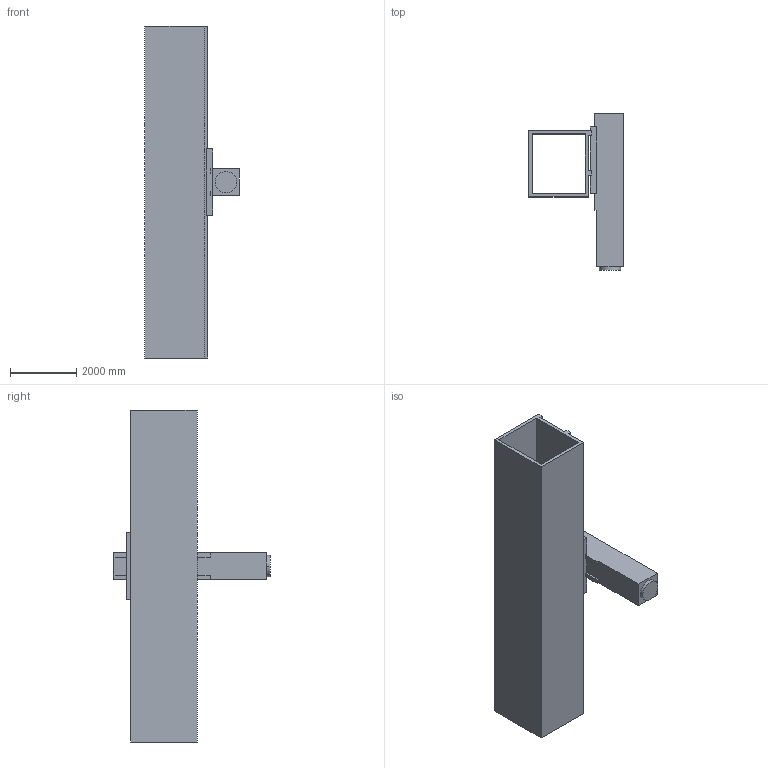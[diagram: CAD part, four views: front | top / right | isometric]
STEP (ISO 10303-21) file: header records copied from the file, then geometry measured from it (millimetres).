
FILE_DESCRIPTION(('FreeCAD Model'),'2;1');
FILE_NAME('Open CASCADE Shape Model','2024-05-26T18:46:21',('Author'),( ''),'Open CASCADE STEP processor 7.6','FreeCAD','Unknown');
FILE_SCHEMA(('CONFIG_CONTROL_DESIGN','SHAPE_APPEARANCE_LAYER_MIM'));
Length unit declared in the file: millimetre
Products named in the file (1): Fusion001
Bounding box: 2850 x 4700 x 10000 mm (x, y, z)
Volume: 9179601752.1 mm3; surface area: 182927660.5 mm2
Topology: 1 solids, 1 shells, 52 faces, 150 edges, 100 vertices
Faces by surface type: plane 50, cylinder 2
Entity records: 1738 total; most frequent: CARTESIAN_POINT 303, ORIENTED_EDGE 300, DIRECTION 260, EDGE_CURVE 150, LINE 146, VECTOR 146, VERTEX_POINT 100, AXIS2_PLACEMENT_3D 57
